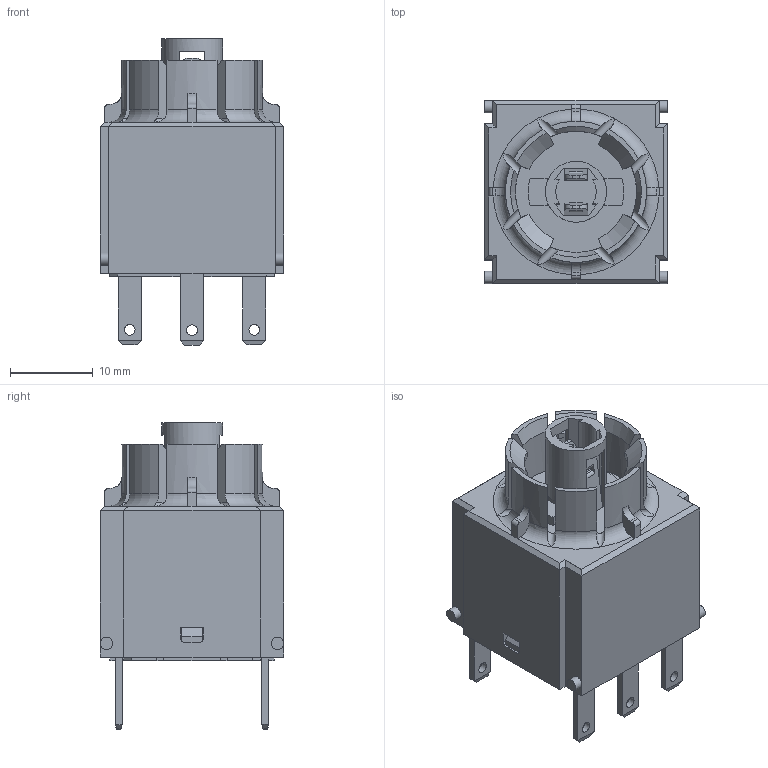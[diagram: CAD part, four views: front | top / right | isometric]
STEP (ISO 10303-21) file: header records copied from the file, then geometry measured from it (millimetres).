
FILE_DESCRIPTION(/* description */ (''),/* implementation_level */ '2;1');
FILE_NAME(/* name */ 'BZLOO5_ipt.stp',/* time_stamp */ '2015-08-28T11:38:32+02:00',/* author */ ('mmack'),/* organization */ (''),/* preprocessor_version */ 'ST-DEVELOPER v15.2',/* originating_system */ 'Autodesk Inventor 2014',/* authorisation */ '');
FILE_SCHEMA (('AUTOMOTIVE_DESIGN { 1 0 10303 214 3 1 1 }'));
Length unit declared in the file: centimetre
Products named in the file (1): BZLOO5 vereinfacht
Bounding box: 22.2 x 22.2 x 37.11 mm (x, y, z)
Volume: 9536.6 mm3; surface area: 5043.2 mm2
Topology: 1 solids, 1 shells, 823 faces, 2324 edges, 1519 vertices
Faces by surface type: plane 502, bspline 216, cylinder 77, torus 20, cone 8
Full cylindrical faces by diameter (mm): 1.3 x6, 1.5 x4, 7.4 x1
Entity records: 27848 total; most frequent: CARTESIAN_POINT 8098, ORIENTED_EDGE 4616, DIRECTION 3181, EDGE_CURVE 2308, LINE 1595, VECTOR 1595, VERTEX_POINT 1514, EDGE_LOOP 894
